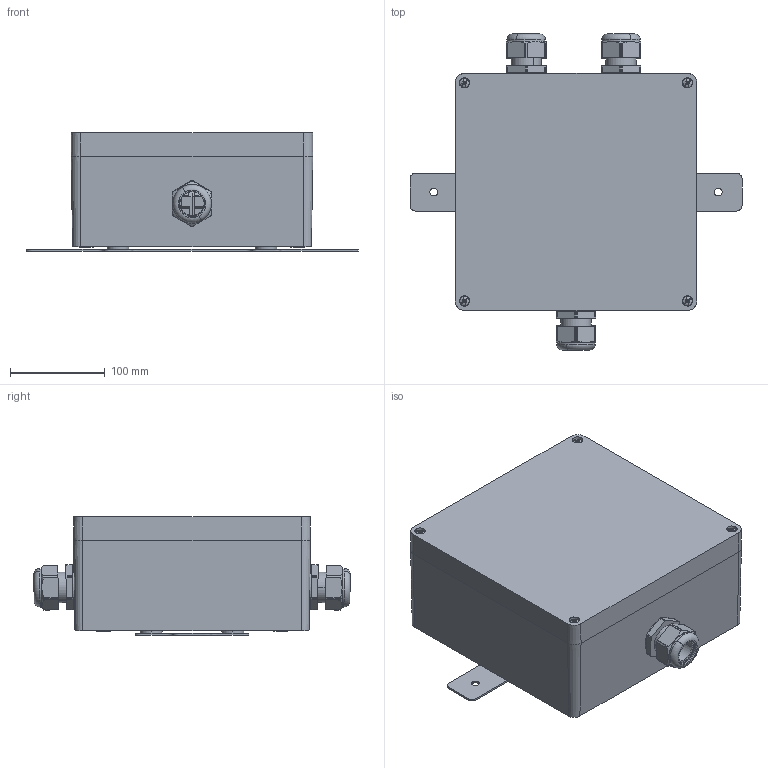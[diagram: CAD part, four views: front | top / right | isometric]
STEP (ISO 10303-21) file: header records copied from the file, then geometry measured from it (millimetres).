
FILE_DESCRIPTION(('CATIA V5 STEP Exchange','CAx-IF Rec.Pracs.--- Model Styling and Organization---1.4--- 2014-01-23'),'2;1');
FILE_NAME ('1208377-10_1_8000054731_8000054731.stp','2023-03-01T10:16:50+00:00',('none'),('Weidmueller'),'CATIA Version 5-6 Release 2016 SP3 HF44','CATIA V5 STEP AP214','none');
FILE_SCHEMA(('AUTOMOTIVE_DESIGN { 1 0 10303 214 1 1 1 1 }'));
Products named in the file (1): 8000054731_einzeln
Bounding box: 350 x 333.77 x 125 mm (x, y, z)
Volume: 1874390 mm3; surface area: 765756.4 mm2
Topology: 84 solids, 84 shells, 3496 faces, 9150 edges, 5852 vertices
Faces by surface type: plane 1970, cylinder 962, cone 422, torus 94, sphere 48
Entity records: 112769 total; most frequent: CARTESIAN_POINT 28571, ORIENTED_EDGE 18172, DIRECTION 14323, EDGE_CURVE 9086, VERTEX_POINT 5852, VECTOR 5755, LINE 5755, AXIS2_PLACEMENT_3D 5286
